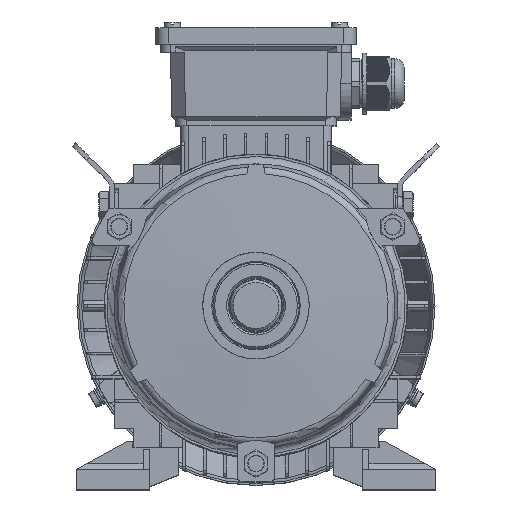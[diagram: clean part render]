
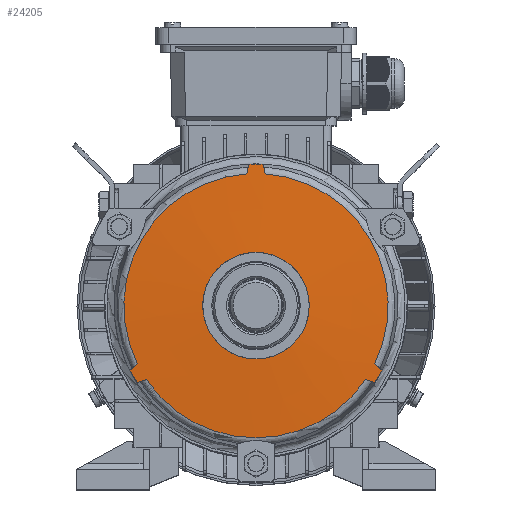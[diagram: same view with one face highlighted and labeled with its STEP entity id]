
A CAD part, top view. The second image highlights one B-rep face of the part: STEP entity #24205.
In plain terms, the highlighted conical face has half-angle 87 degrees and reference radius 71.945 mm.
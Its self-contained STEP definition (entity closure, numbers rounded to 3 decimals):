
#1067=CONICAL_SURFACE('',#89237,71.945,87.);
#24205=ADVANCED_FACE('',(#31251,#31252),#1067,.T.);
#29373=B_SPLINE_CURVE_WITH_KNOTS('',3,(#130103,#130104,#130105,#130106),
 .UNSPECIFIED.,.F.,.F.,(4,4),(0.,1.),.UNSPECIFIED.);
#29374=B_SPLINE_CURVE_WITH_KNOTS('',3,(#130110,#130111,#130112,#130113),
 .UNSPECIFIED.,.F.,.F.,(4,4),(0.,1.),.UNSPECIFIED.);
#29375=B_SPLINE_CURVE_WITH_KNOTS('',3,(#130114,#130115,#130116,#130117),
 .UNSPECIFIED.,.F.,.F.,(4,4),(0.,1.),.UNSPECIFIED.);
#29376=B_SPLINE_CURVE_WITH_KNOTS('',3,(#130121,#130122,#130123,#130124),
 .UNSPECIFIED.,.F.,.F.,(4,4),(0.,1.),.UNSPECIFIED.);
#29377=B_SPLINE_CURVE_WITH_KNOTS('',3,(#130125,#130126,#130127,#130128),
 .UNSPECIFIED.,.F.,.F.,(4,4),(0.,1.),.UNSPECIFIED.);
#29378=B_SPLINE_CURVE_WITH_KNOTS('',3,(#130132,#130133,#130134,#130135),
 .UNSPECIFIED.,.F.,.F.,(4,4),(0.,1.),.UNSPECIFIED.);
#31251=FACE_BOUND('',#33918,.T.);
#31252=FACE_BOUND('',#33919,.T.);
#33918=EDGE_LOOP('',(#44986));
#33919=EDGE_LOOP('',(#44987,#44988,#44989,#44990,#44991,#44992,#44993,#44994,
#44995,#44996,#44997,#44998));
#44986=ORIENTED_EDGE('',*,*,#74814,.F.);
#44987=ORIENTED_EDGE('',*,*,#74646,.T.);
#44988=ORIENTED_EDGE('',*,*,#74894,.T.);
#44989=ORIENTED_EDGE('',*,*,#74895,.T.);
#44990=ORIENTED_EDGE('',*,*,#74896,.F.);
#44991=ORIENTED_EDGE('',*,*,#74662,.T.);
#44992=ORIENTED_EDGE('',*,*,#74897,.T.);
#44993=ORIENTED_EDGE('',*,*,#74898,.T.);
#44994=ORIENTED_EDGE('',*,*,#74899,.F.);
#44995=ORIENTED_EDGE('',*,*,#74666,.T.);
#44996=ORIENTED_EDGE('',*,*,#74900,.T.);
#44997=ORIENTED_EDGE('',*,*,#74901,.T.);
#44998=ORIENTED_EDGE('',*,*,#74902,.F.);
#65127=VERTEX_POINT('',#128504);
#65128=VERTEX_POINT('',#128506);
#65141=VERTEX_POINT('',#128591);
#65142=VERTEX_POINT('',#128593);
#65143=VERTEX_POINT('',#128635);
#65144=VERTEX_POINT('',#128637);
#65260=VERTEX_POINT('',#129655);
#65323=VERTEX_POINT('',#130107);
#65324=VERTEX_POINT('',#130109);
#65325=VERTEX_POINT('',#130118);
#65326=VERTEX_POINT('',#130120);
#65327=VERTEX_POINT('',#130129);
#65328=VERTEX_POINT('',#130131);
#74646=EDGE_CURVE('',#65128,#65127,#84719,.T.);
#74662=EDGE_CURVE('',#65142,#65141,#84726,.T.);
#74666=EDGE_CURVE('',#65144,#65143,#84727,.T.);
#74814=EDGE_CURVE('',#65260,#65260,#84773,.T.);
#74894=EDGE_CURVE('',#65127,#65323,#29373,.T.);
#74895=EDGE_CURVE('',#65323,#65324,#84813,.T.);
#74896=EDGE_CURVE('',#65142,#65324,#29374,.T.);
#74897=EDGE_CURVE('',#65141,#65325,#29375,.T.);
#74898=EDGE_CURVE('',#65325,#65326,#84814,.T.);
#74899=EDGE_CURVE('',#65144,#65326,#29376,.T.);
#74900=EDGE_CURVE('',#65143,#65327,#29377,.T.);
#74901=EDGE_CURVE('',#65327,#65328,#84815,.T.);
#74902=EDGE_CURVE('',#65128,#65328,#29378,.T.);
#84719=CIRCLE('',#89081,71.945);
#84726=CIRCLE('',#89090,71.945);
#84727=CIRCLE('',#89092,71.945);
#84773=CIRCLE('',#89170,29.);
#84813=CIRCLE('',#89234,77.);
#84814=CIRCLE('',#89235,77.);
#84815=CIRCLE('',#89236,77.);
#89081=AXIS2_PLACEMENT_3D('',#128505,#101149,#101150);
#89090=AXIS2_PLACEMENT_3D('',#128592,#101167,#101168);
#89092=AXIS2_PLACEMENT_3D('',#128636,#101171,#101172);
#89170=AXIS2_PLACEMENT_3D('',#129654,#101339,#101340);
#89234=AXIS2_PLACEMENT_3D('',#130108,#101473,#101474);
#89235=AXIS2_PLACEMENT_3D('',#130119,#101475,#101476);
#89236=AXIS2_PLACEMENT_3D('',#130130,#101477,#101478);
#89237=AXIS2_PLACEMENT_3D('',#130136,#101479,#101480);
#101149=DIRECTION('',(0.,0.,1.));
#101150=DIRECTION('',(1.,0.,0.));
#101167=DIRECTION('',(0.,0.,1.));
#101168=DIRECTION('',(1.,0.,0.));
#101171=DIRECTION('',(0.,0.,1.));
#101172=DIRECTION('',(1.,0.,0.));
#101339=DIRECTION('',(0.,0.,1.));
#101340=DIRECTION('',(1.,0.,0.));
#101473=DIRECTION('',(0.,0.,1.));
#101474=DIRECTION('',(-1.,0.,0.));
#101475=DIRECTION('',(0.,0.,1.));
#101476=DIRECTION('',(0.5,-0.866,0.));
#101477=DIRECTION('',(0.,0.,1.));
#101478=DIRECTION('',(0.5,0.866,0.));
#101479=DIRECTION('',(0.,0.,-1.));
#101480=DIRECTION('',(-1.,0.,0.));
#128504=CARTESIAN_POINT('',(5.,71.771,228.749));
#128505=CARTESIAN_POINT('',(0.,0.,228.749));
#128506=CARTESIAN_POINT('',(64.655,-31.555,228.749));
#128591=CARTESIAN_POINT('',(-64.655,-31.555,228.749));
#128592=CARTESIAN_POINT('',(0.,0.,228.749));
#128593=CARTESIAN_POINT('',(-5.,71.771,228.749));
#128635=CARTESIAN_POINT('',(59.655,-40.216,228.749));
#128636=CARTESIAN_POINT('',(0.,0.,228.749));
#128637=CARTESIAN_POINT('',(-59.655,-40.216,228.749));
#129654=CARTESIAN_POINT('',(0.,0.,231.));
#129655=CARTESIAN_POINT('',(29.,0.,231.));
#130103=CARTESIAN_POINT('',(5.,71.771,228.749));
#130104=CARTESIAN_POINT('',(4.667,73.479,228.661));
#130105=CARTESIAN_POINT('',(4.333,75.188,228.573));
#130106=CARTESIAN_POINT('',(4.,76.896,228.484));
#130107=CARTESIAN_POINT('',(4.,76.896,228.484));
#130108=CARTESIAN_POINT('',(0.,0.,228.484));
#130109=CARTESIAN_POINT('',(-4.,76.896,228.484));
#130110=CARTESIAN_POINT('',(-5.,71.771,228.749));
#130111=CARTESIAN_POINT('',(-4.667,73.479,228.661));
#130112=CARTESIAN_POINT('',(-4.333,75.188,228.573));
#130113=CARTESIAN_POINT('',(-4.,76.896,228.484));
#130114=CARTESIAN_POINT('',(-64.655,-31.555,228.749));
#130115=CARTESIAN_POINT('',(-65.968,-32.698,228.661));
#130116=CARTESIAN_POINT('',(-67.281,-33.841,228.573));
#130117=CARTESIAN_POINT('',(-68.594,-34.984,228.484));
#130118=CARTESIAN_POINT('',(-68.594,-34.984,228.484));
#130119=CARTESIAN_POINT('',(0.,0.,228.484));
#130120=CARTESIAN_POINT('',(-64.594,-41.912,228.484));
#130121=CARTESIAN_POINT('',(-59.655,-40.216,228.749));
#130122=CARTESIAN_POINT('',(-61.302,-40.781,228.661));
#130123=CARTESIAN_POINT('',(-62.948,-41.347,228.573));
#130124=CARTESIAN_POINT('',(-64.594,-41.912,228.484));
#130125=CARTESIAN_POINT('',(59.655,-40.216,228.749));
#130126=CARTESIAN_POINT('',(61.302,-40.781,228.661));
#130127=CARTESIAN_POINT('',(62.948,-41.347,228.573));
#130128=CARTESIAN_POINT('',(64.594,-41.912,228.484));
#130129=CARTESIAN_POINT('',(64.594,-41.912,228.484));
#130130=CARTESIAN_POINT('',(0.,0.,228.484));
#130131=CARTESIAN_POINT('',(68.594,-34.984,228.484));
#130132=CARTESIAN_POINT('',(64.655,-31.555,228.749));
#130133=CARTESIAN_POINT('',(65.968,-32.698,228.661));
#130134=CARTESIAN_POINT('',(67.281,-33.841,228.573));
#130135=CARTESIAN_POINT('',(68.594,-34.984,228.484));
#130136=CARTESIAN_POINT('',(0.,0.,228.749));
